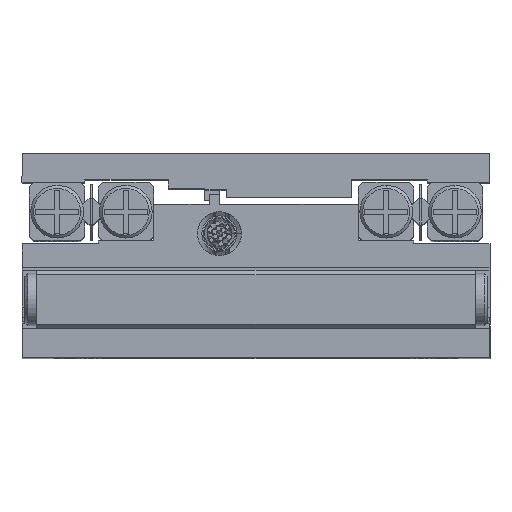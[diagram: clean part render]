
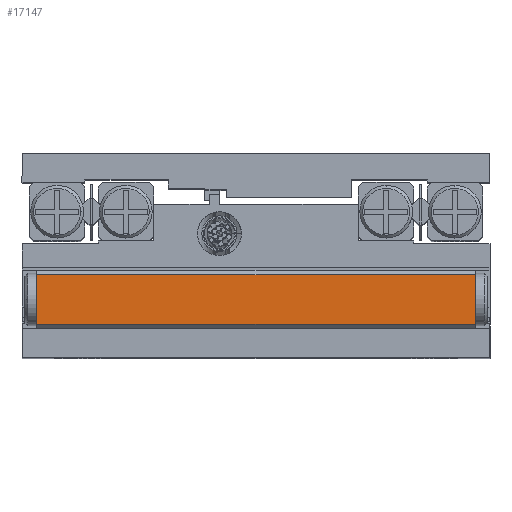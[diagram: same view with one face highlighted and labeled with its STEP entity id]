
A CAD part, top view. The second image highlights one B-rep face of the part: STEP entity #17147.
In plain terms, the highlighted face is planar.
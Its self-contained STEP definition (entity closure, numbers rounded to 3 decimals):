
#1210 = CARTESIAN_POINT ( 'NONE',  ( 30., 4.25, 1.7 ) ) ;
#1286 = AXIS2_PLACEMENT_3D ( 'NONE', #14348, #14338, #14261 ) ;
#4825 = EDGE_LOOP ( 'NONE', ( #46773, #47043, #47652, #48036 ) ) ;
#6480 = EDGE_CURVE ( 'NONE', #22138, #27584, #54323, .T. ) ;
#6778 = DIRECTION ( 'NONE',  ( 0., 0., 1. ) ) ;
#13809 = EDGE_CURVE ( 'NONE', #28368, #22138, #27558, .T. ) ;
#14261 = DIRECTION ( 'NONE',  ( 0., 0., -1. ) ) ;
#14338 = DIRECTION ( 'NONE',  ( 0., -1., 0. ) ) ;
#14348 = CARTESIAN_POINT ( 'NONE',  ( 30., 4.25, -1.7 ) ) ;
#14971 = PLANE ( 'NONE',  #1286 ) ;
#14981 = FACE_OUTER_BOUND ( 'NONE', #4825, .T. ) ;
#17147 = ADVANCED_FACE ( 'NONE', ( #14981 ), #14971, .F. ) ;
#17588 = VECTOR ( 'NONE', #18387, 1000. ) ;
#18008 = VECTOR ( 'NONE', #6778, 1000. ) ;
#18387 = DIRECTION ( 'NONE',  ( -1., 0., 0. ) ) ;
#22138 = VERTEX_POINT ( 'NONE', #50654 ) ;
#24134 = VERTEX_POINT ( 'NONE', #48116 ) ;
#27508 = DIRECTION ( 'NONE',  ( 0., 0., -1. ) ) ;
#27549 = CARTESIAN_POINT ( 'NONE',  ( 0., 4.25, -1.7 ) ) ;
#27558 = LINE ( 'NONE', #27549, #31550 ) ;
#27584 = VERTEX_POINT ( 'NONE', #30750 ) ;
#27656 = VECTOR ( 'NONE', #54194, 1000. ) ;
#27902 = LINE ( 'NONE', #44750, #18008 ) ;
#28368 = VERTEX_POINT ( 'NONE', #46135 ) ;
#30750 = CARTESIAN_POINT ( 'NONE',  ( 30., 4.25, -1.7 ) ) ;
#31550 = VECTOR ( 'NONE', #27508, 1000. ) ;
#35801 = EDGE_CURVE ( 'NONE', #24134, #28368, #39361, .T. ) ;
#39361 = LINE ( 'NONE', #1210, #17588 ) ;
#44750 = CARTESIAN_POINT ( 'NONE',  ( 30., 4.25, -1.7 ) ) ;
#46135 = CARTESIAN_POINT ( 'NONE',  ( 0., 4.25, 1.7 ) ) ;
#46773 = ORIENTED_EDGE ( 'NONE', *, *, #35801, .F. ) ;
#47043 = ORIENTED_EDGE ( 'NONE', *, *, #51349, .F. ) ;
#47652 = ORIENTED_EDGE ( 'NONE', *, *, #6480, .F. ) ;
#48036 = ORIENTED_EDGE ( 'NONE', *, *, #13809, .F. ) ;
#48116 = CARTESIAN_POINT ( 'NONE',  ( 30., 4.25, 1.7 ) ) ;
#50654 = CARTESIAN_POINT ( 'NONE',  ( 0., 4.25, -1.7 ) ) ;
#51349 = EDGE_CURVE ( 'NONE', #27584, #24134, #27902, .T. ) ;
#54194 = DIRECTION ( 'NONE',  ( 1., 0., 0. ) ) ;
#54254 = CARTESIAN_POINT ( 'NONE',  ( 30., 4.25, -1.7 ) ) ;
#54323 = LINE ( 'NONE', #54254, #27656 ) ;
